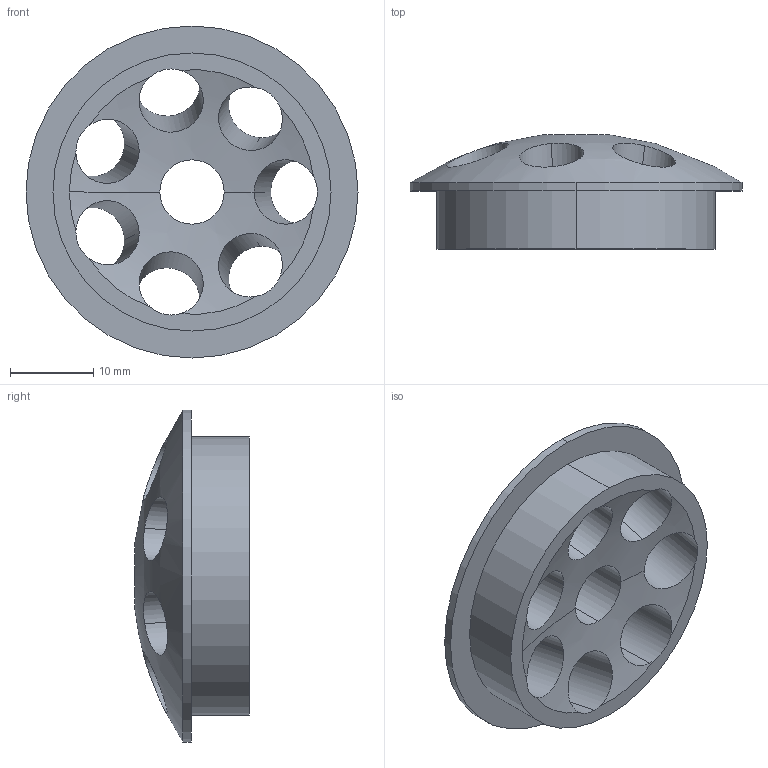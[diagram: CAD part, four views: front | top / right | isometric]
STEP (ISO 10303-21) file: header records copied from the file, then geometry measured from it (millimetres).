
FILE_DESCRIPTION (( 'STEP AP214' ), '1' );
FILE_NAME ('Reza Machine Part Rev 02.STEP', '2017-05-30T19:21:42', ( '' ), ( '' ), 'SwSTEP 2.0', 'SolidWorks 2017', '' );
FILE_SCHEMA (( 'AUTOMOTIVE_DESIGN' ));
Length unit declared in the file: millimetre
Products named in the file (1): Reza Machine Part Rev 02
Bounding box: 40 x 13.79 x 40 mm (x, y, z)
Volume: 6488.1 mm3; surface area: 4862.5 mm2
Topology: 1 solids, 1 shells, 25 faces, 90 edges, 59 vertices
Faces by surface type: cylinder 20, sphere 3, plane 2
Entity records: 1811 total; most frequent: CARTESIAN_POINT 1074, ORIENTED_EDGE 172, DIRECTION 120, EDGE_CURVE 86, VERTEX_POINT 57, AXIS2_PLACEMENT_3D 50, EDGE_LOOP 35, B_SPLINE_CURVE_WITH_KNOTS 30
